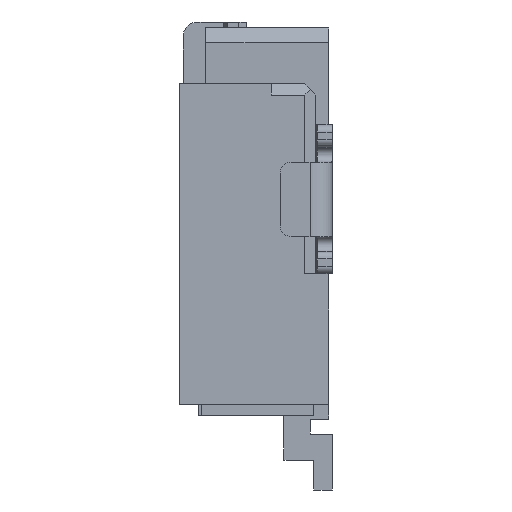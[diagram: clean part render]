
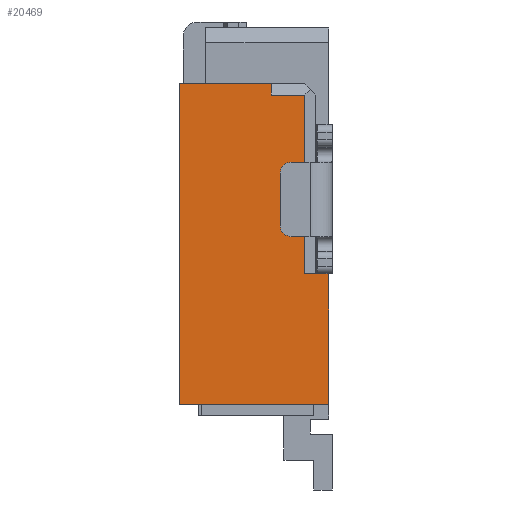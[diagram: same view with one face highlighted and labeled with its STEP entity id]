
A CAD part, left-side view. The second image highlights one B-rep face of the part: STEP entity #20469.
In plain terms, the highlighted planar face has unit normal (-1, 0, 0).
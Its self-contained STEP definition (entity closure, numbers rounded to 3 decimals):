
#4=DIRECTION('',(0.,-1.,0.));
#5=VECTOR('',#4,0.15);
#6=CARTESIAN_POINT('',(-8.15,-0.552,-3.38));
#7=LINE('',#6,#5);
#12=DIRECTION('',(0.,0.,-1.));
#13=VECTOR('',#12,1.75);
#14=CARTESIAN_POINT('',(-8.15,-0.702,-3.38));
#15=LINE('',#14,#13);
#19=DIRECTION('',(0.,1.,0.));
#20=VECTOR('',#19,2.);
#21=CARTESIAN_POINT('',(-8.15,-0.702,-5.13));
#22=LINE('',#21,#20);
#26=DIRECTION('',(0.,0.,1.));
#27=VECTOR('',#26,4.3);
#28=CARTESIAN_POINT('',(-8.15,1.298,-5.13));
#29=LINE('',#28,#27);
#33=DIRECTION('',(0.,-1.,0.));
#34=VECTOR('',#33,1.23);
#35=CARTESIAN_POINT('',(-8.15,1.298,-0.83));
#36=LINE('',#35,#34);
#40=DIRECTION('',(0.,0.,1.));
#41=VECTOR('',#40,0.15);
#42=CARTESIAN_POINT('',(-8.15,0.068,-0.98));
#43=LINE('',#42,#41);
#47=DIRECTION('',(0.,1.,0.));
#48=VECTOR('',#47,0.45);
#49=CARTESIAN_POINT('',(-8.15,-0.382,-0.98));
#50=LINE('',#49,#48);
#54=DIRECTION('',(0.,0.,1.));
#55=VECTOR('',#54,2.4);
#56=CARTESIAN_POINT('',(-8.15,-0.382,-3.38));
#57=LINE('',#56,#55);
#61=DIRECTION('',(0.,-1.,0.));
#62=VECTOR('',#61,0.17);
#63=CARTESIAN_POINT('',(-8.15,-0.382,-3.38));
#64=LINE('',#63,#62);
#17254=CARTESIAN_POINT('',(-8.15,-0.702,-5.13));
#17255=CARTESIAN_POINT('',(-8.15,1.298,-5.13));
#17256=VERTEX_POINT('',#17254);
#17257=VERTEX_POINT('',#17255);
#17258=CARTESIAN_POINT('',(-8.15,1.298,-0.83));
#17259=VERTEX_POINT('',#17258);
#17354=CARTESIAN_POINT('',(-8.15,-0.382,-3.38));
#17355=VERTEX_POINT('',#17354);
#17426=CARTESIAN_POINT('',(-8.15,0.068,-0.98));
#17427=CARTESIAN_POINT('',(-8.15,0.068,-0.83));
#17428=VERTEX_POINT('',#17426);
#17429=VERTEX_POINT('',#17427);
#17430=CARTESIAN_POINT('',(-8.15,-0.382,-0.98));
#17431=VERTEX_POINT('',#17430);
#17500=CARTESIAN_POINT('',(-8.15,-0.552,-3.38));
#17501=CARTESIAN_POINT('',(-8.15,-0.702,-3.38));
#17502=VERTEX_POINT('',#17500);
#17503=VERTEX_POINT('',#17501);
#20444=CARTESIAN_POINT('',(-8.15,0.,0.));
#20445=DIRECTION('',(1.,0.,0.));
#20446=DIRECTION('',(0.,0.,-1.));
#20447=AXIS2_PLACEMENT_3D('',#20444,#20445,#20446);
#20448=PLANE('',#20447);
#20450=ORIENTED_EDGE('',*,*,#20449,.T.);
#20452=ORIENTED_EDGE('',*,*,#20451,.T.);
#20454=ORIENTED_EDGE('',*,*,#20453,.T.);
#20456=ORIENTED_EDGE('',*,*,#20455,.T.);
#20458=ORIENTED_EDGE('',*,*,#20457,.T.);
#20460=ORIENTED_EDGE('',*,*,#20459,.F.);
#20462=ORIENTED_EDGE('',*,*,#20461,.F.);
#20464=ORIENTED_EDGE('',*,*,#20463,.F.);
#20466=ORIENTED_EDGE('',*,*,#20465,.T.);
#20467=EDGE_LOOP('',(#20450,#20452,#20454,#20456,#20458,#20460,#20462,#20464,
#20466));
#20468=FACE_OUTER_BOUND('',#20467,.F.);
#20449=EDGE_CURVE('',#17502,#17503,#7,.T.);
#20451=EDGE_CURVE('',#17503,#17256,#15,.T.);
#20453=EDGE_CURVE('',#17256,#17257,#22,.T.);
#20455=EDGE_CURVE('',#17257,#17259,#29,.T.);
#20457=EDGE_CURVE('',#17259,#17429,#36,.T.);
#20459=EDGE_CURVE('',#17428,#17429,#43,.T.);
#20461=EDGE_CURVE('',#17431,#17428,#50,.T.);
#20463=EDGE_CURVE('',#17355,#17431,#57,.T.);
#20465=EDGE_CURVE('',#17355,#17502,#64,.T.);
#20469=ADVANCED_FACE('',(#20468),#20448,.F.);
